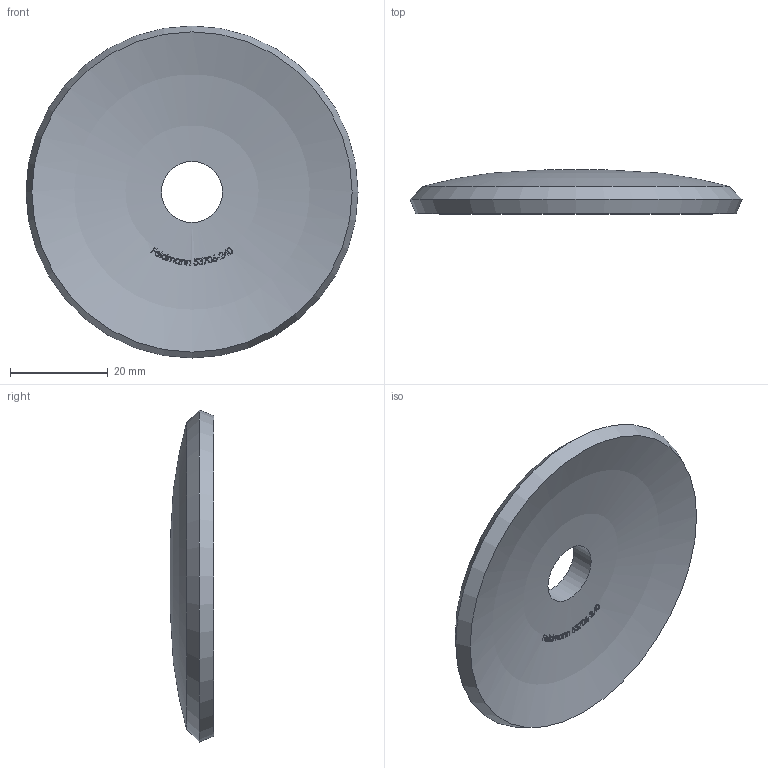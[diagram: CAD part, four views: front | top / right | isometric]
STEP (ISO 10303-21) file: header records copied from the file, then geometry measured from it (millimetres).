
FILE_DESCRIPTION (( 'STEP AP203' ), '1' );
FILE_NAME ('53706-240.STEP', '2019-09-25T08:11:41', ( '' ), ( '' ), 'SwSTEP 2.0', 'SolidWorks 2015', '' );
FILE_SCHEMA (( 'CONFIG_CONTROL_DESIGN' ));
Length unit declared in the file: millimetre
Products named in the file (2): 53706-240
Bounding box: 68 x 9 x 68 mm (x, y, z)
Volume: 16988.8 mm3; surface area: 7988.2 mm2
Topology: 1 solids, 1 shells, 227 faces, 604 edges, 401 vertices
Faces by surface type: bspline 103, plane 95, torus 26, cone 2, cylinder 1
Full cylindrical faces by diameter (mm): 12.5 x1
Entity records: 11606 total; most frequent: CARTESIAN_POINT 6899, ORIENTED_EDGE 1198, EDGE_CURVE 599, DIRECTION 460, VERTEX_POINT 401, B_SPLINE_CURVE_WITH_KNOTS 396, EDGE_LOOP 256, FACE_OUTER_BOUND 230
